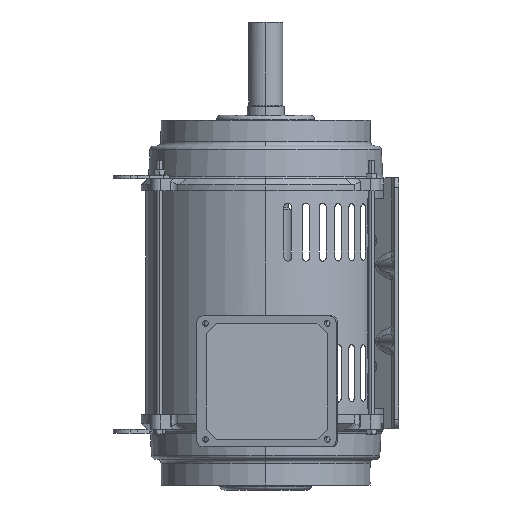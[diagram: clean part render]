
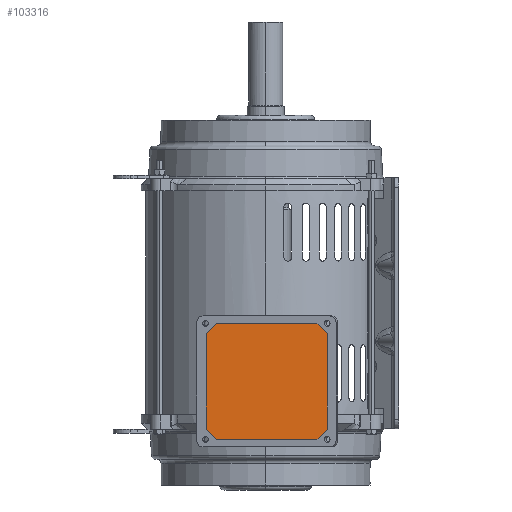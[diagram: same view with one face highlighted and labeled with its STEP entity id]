
A CAD part, left-side view. The second image highlights one B-rep face of the part: STEP entity #103316.
In plain terms, the highlighted planar face has unit normal (-1, 0, 0).
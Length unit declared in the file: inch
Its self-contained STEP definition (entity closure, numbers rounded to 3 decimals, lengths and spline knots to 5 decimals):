
#163 = ORIENTED_EDGE ( 'NONE', *, *, #44185, .F. ) ;
#2079 = CARTESIAN_POINT ( 'NONE',  ( -9.25197, 2.81877, -5.52999 ) ) ;
#3576 = DIRECTION ( 'NONE',  ( 0., -0.707, 0.707 ) ) ;
#4258 = VECTOR ( 'NONE', #122983, 39.37008 ) ;
#6816 = ORIENTED_EDGE ( 'NONE', *, *, #44147, .F. ) ;
#12618 = CARTESIAN_POINT ( 'NONE',  ( -9.25197, -2.92926, -0.51031 ) ) ;
#15030 = VECTOR ( 'NONE', #43378, 39.37008 ) ;
#19541 = DIRECTION ( 'NONE',  ( 0., -0.707, -0.707 ) ) ;
#20825 = CARTESIAN_POINT ( 'NONE',  ( -9.25197, 2.32665, -6.02212 ) ) ;
#20992 = ORIENTED_EDGE ( 'NONE', *, *, #45643, .F. ) ;
#21583 = PLANE ( 'NONE',  #127241 ) ;
#22132 = VECTOR ( 'NONE', #56714, 39.37008 ) ;
#23797 = EDGE_CURVE ( 'NONE', #107501, #116066, #123603, .T. ) ;
#25464 = LINE ( 'NONE', #119993, #31672 ) ;
#26125 = DIRECTION ( 'NONE',  ( 0., 0., 1. ) ) ;
#26234 = CARTESIAN_POINT ( 'NONE',  ( -9.25197, 2.32665, -6.02212 ) ) ;
#27007 = LINE ( 'NONE', #53449, #126199 ) ;
#28065 = DIRECTION ( 'NONE',  ( 0., 0., -1. ) ) ;
#31672 = VECTOR ( 'NONE', #19541, 39.37008 ) ;
#41628 = EDGE_CURVE ( 'NONE', #81004, #64225, #120509, .T. ) ;
#41924 = EDGE_CURVE ( 'NONE', #119393, #61314, #52231, .T. ) ;
#42058 = CARTESIAN_POINT ( 'NONE',  ( -9.25197, -2.92926, -5.52999 ) ) ;
#43234 = EDGE_LOOP ( 'NONE', ( #46562, #6816, #76854, #78089, #81384, #163, #20992, #46994 ) ) ;
#43293 = DIRECTION ( 'NONE',  ( 0., 0., -1. ) ) ;
#43378 = DIRECTION ( 'NONE',  ( 0., -1., 0. ) ) ;
#44147 = EDGE_CURVE ( 'NONE', #61314, #107501, #25464, .T. ) ;
#44185 = EDGE_CURVE ( 'NONE', #67736, #81004, #118404, .T. ) ;
#45643 = EDGE_CURVE ( 'NONE', #106862, #67736, #87306, .T. ) ;
#46562 = ORIENTED_EDGE ( 'NONE', *, *, #23797, .F. ) ;
#46994 = ORIENTED_EDGE ( 'NONE', *, *, #58944, .F. ) ;
#50644 = DIRECTION ( 'NONE',  ( 1., 0., 0. ) ) ;
#52231 = LINE ( 'NONE', #12618, #15030 ) ;
#52336 = VECTOR ( 'NONE', #43293, 39.37008 ) ;
#53081 = EDGE_CURVE ( 'NONE', #64225, #119393, #27007, .T. ) ;
#53449 = CARTESIAN_POINT ( 'NONE',  ( -9.25197, 2.81877, -1.00243 ) ) ;
#54171 = CARTESIAN_POINT ( 'NONE',  ( -9.25197, -2.92926, -0.51031 ) ) ;
#55508 = VECTOR ( 'NONE', #26125, 39.37008 ) ;
#56714 = DIRECTION ( 'NONE',  ( 0., 1., 0. ) ) ;
#58944 = EDGE_CURVE ( 'NONE', #116066, #106862, #106636, .T. ) ;
#59797 = CARTESIAN_POINT ( 'NONE',  ( -9.25197, 2.81877, -1.00243 ) ) ;
#61314 = VERTEX_POINT ( 'NONE', #86071 ) ;
#64225 = VERTEX_POINT ( 'NONE', #59797 ) ;
#64295 = VECTOR ( 'NONE', #128277, 39.37008 ) ;
#67736 = VERTEX_POINT ( 'NONE', #26234 ) ;
#67936 = CARTESIAN_POINT ( 'NONE',  ( -9.25197, -2.92926, -1.00243 ) ) ;
#70724 = CARTESIAN_POINT ( 'NONE',  ( -9.25197, -2.43713, -6.02212 ) ) ;
#72619 = CARTESIAN_POINT ( 'NONE',  ( -9.25197, 2.32665, -0.51031 ) ) ;
#72769 = CARTESIAN_POINT ( 'NONE',  ( -9.25197, -2.92926, -5.52999 ) ) ;
#76854 = ORIENTED_EDGE ( 'NONE', *, *, #41924, .F. ) ;
#77264 = CARTESIAN_POINT ( 'NONE',  ( -9.25197, 2.81877, -0.51031 ) ) ;
#78089 = ORIENTED_EDGE ( 'NONE', *, *, #53081, .F. ) ;
#81004 = VERTEX_POINT ( 'NONE', #2079 ) ;
#81384 = ORIENTED_EDGE ( 'NONE', *, *, #41628, .F. ) ;
#86071 = CARTESIAN_POINT ( 'NONE',  ( -9.25197, -2.43713, -0.51031 ) ) ;
#86159 = FACE_OUTER_BOUND ( 'NONE', #43234, .T. ) ;
#87306 = LINE ( 'NONE', #115548, #22132 ) ;
#103316 = ADVANCED_FACE ( 'NONE', ( #86159 ), #21583, .F. ) ;
#106636 = LINE ( 'NONE', #72769, #4258 ) ;
#106862 = VERTEX_POINT ( 'NONE', #70724 ) ;
#107501 = VERTEX_POINT ( 'NONE', #67936 ) ;
#110008 = CARTESIAN_POINT ( 'NONE',  ( -9.25197, -2.92926, -0.51031 ) ) ;
#115548 = CARTESIAN_POINT ( 'NONE',  ( -9.25197, -2.92926, -6.02212 ) ) ;
#116066 = VERTEX_POINT ( 'NONE', #42058 ) ;
#118404 = LINE ( 'NONE', #20825, #64295 ) ;
#119393 = VERTEX_POINT ( 'NONE', #72619 ) ;
#119993 = CARTESIAN_POINT ( 'NONE',  ( -9.25197, -2.43713, -0.51031 ) ) ;
#120509 = LINE ( 'NONE', #77264, #55508 ) ;
#122983 = DIRECTION ( 'NONE',  ( 0., 0.707, -0.707 ) ) ;
#123603 = LINE ( 'NONE', #54171, #52336 ) ;
#126199 = VECTOR ( 'NONE', #3576, 39.37008 ) ;
#127241 = AXIS2_PLACEMENT_3D ( 'NONE', #110008, #50644, #28065 ) ;
#128277 = DIRECTION ( 'NONE',  ( 0., 0.707, 0.707 ) ) ;
